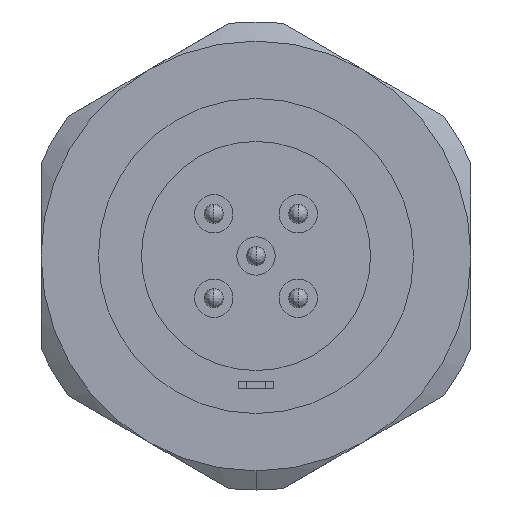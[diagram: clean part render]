
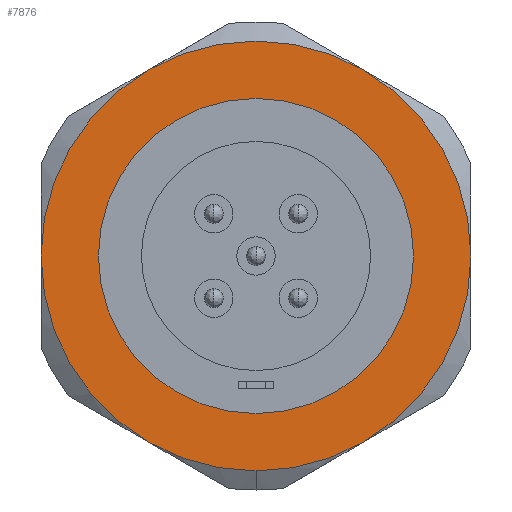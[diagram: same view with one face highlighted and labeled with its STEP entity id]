
A CAD part, left-side view. The second image highlights one B-rep face of the part: STEP entity #7876.
In plain terms, the highlighted planar face has unit normal (-1, 0, 0).
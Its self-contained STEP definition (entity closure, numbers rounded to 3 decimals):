
#172 = VERTEX_POINT ( 'NONE', #3055 ) ;
#218 = CIRCLE ( 'NONE', #893, 6.6 ) ;
#295 = VERTEX_POINT ( 'NONE', #5494 ) ;
#593 = VERTEX_POINT ( 'NONE', #8573 ) ;
#620 = VERTEX_POINT ( 'NONE', #5984 ) ;
#676 = AXIS2_PLACEMENT_3D ( 'NONE', #6159, #6156, #6149 ) ;
#854 = ORIENTED_EDGE ( 'NONE', *, *, #8123, .F. ) ;
#879 = AXIS2_PLACEMENT_3D ( 'NONE', #6615, #6612, #6608 ) ;
#882 = AXIS2_PLACEMENT_3D ( 'NONE', #6763, #6755, #6738 ) ;
#893 = AXIS2_PLACEMENT_3D ( 'NONE', #6961, #6948, #6940 ) ;
#939 = ORIENTED_EDGE ( 'NONE', *, *, #3542, .F. ) ;
#955 = AXIS2_PLACEMENT_3D ( 'NONE', #7965, #7950, #7946 ) ;
#1032 = AXIS2_PLACEMENT_3D ( 'NONE', #6342, #6338, #6331 ) ;
#1328 = VERTEX_POINT ( 'NONE', #7466 ) ;
#1581 = AXIS2_PLACEMENT_3D ( 'NONE', #3103, #3093, #3085 ) ;
#1648 = AXIS2_PLACEMENT_3D ( 'NONE', #8585, #8583, #8577 ) ;
#2163 = AXIS2_PLACEMENT_3D ( 'NONE', #3641, #3627, #3619 ) ;
#2166 = ORIENTED_EDGE ( 'NONE', *, *, #5295, .F. ) ;
#2445 = CIRCLE ( 'NONE', #1581, 9. ) ;
#2647 = AXIS2_PLACEMENT_3D ( 'NONE', #5547, #5535, #5526 ) ;
#2859 = VERTEX_POINT ( 'NONE', #4987 ) ;
#2986 = CARTESIAN_POINT ( 'NONE',  ( 0., -9., 0. ) ) ;
#3055 = CARTESIAN_POINT ( 'NONE',  ( 0., -4.5, 7.794 ) ) ;
#3085 = DIRECTION ( 'NONE',  ( 0., 0., -1. ) ) ;
#3093 = DIRECTION ( 'NONE',  ( 1., 0., 0. ) ) ;
#3103 = CARTESIAN_POINT ( 'NONE',  ( 0., 0., 0. ) ) ;
#3194 = VERTEX_POINT ( 'NONE', #4522 ) ;
#3385 = ORIENTED_EDGE ( 'NONE', *, *, #8252, .F. ) ;
#3408 = ORIENTED_EDGE ( 'NONE', *, *, #5254, .F. ) ;
#3542 = EDGE_CURVE ( 'NONE', #1328, #3194, #7183, .T. ) ;
#3619 = DIRECTION ( 'NONE',  ( 0., 0., -1. ) ) ;
#3627 = DIRECTION ( 'NONE',  ( 1., 0., 0. ) ) ;
#3641 = CARTESIAN_POINT ( 'NONE',  ( 0., 0., 0. ) ) ;
#3904 = VERTEX_POINT ( 'NONE', #2986 ) ;
#4407 = CIRCLE ( 'NONE', #1032, 6.6 ) ;
#4522 = CARTESIAN_POINT ( 'NONE',  ( 0., 0., -9. ) ) ;
#4724 = EDGE_CURVE ( 'NONE', #620, #593, #6360, .T. ) ;
#4987 = CARTESIAN_POINT ( 'NONE',  ( 0., 0., -6.6 ) ) ;
#5254 = EDGE_CURVE ( 'NONE', #295, #172, #9039, .T. ) ;
#5295 = EDGE_CURVE ( 'NONE', #3904, #1328, #9108, .T. ) ;
#5494 = CARTESIAN_POINT ( 'NONE',  ( 0., 4.5, 7.794 ) ) ;
#5526 = DIRECTION ( 'NONE',  ( 0., 0., -1. ) ) ;
#5535 = DIRECTION ( 'NONE',  ( 1., 0., 0. ) ) ;
#5547 = CARTESIAN_POINT ( 'NONE',  ( 0., 0., 0. ) ) ;
#5622 = EDGE_LOOP ( 'NONE', ( #2166, #6581, #3408, #3385, #8441, #854, #939 ) ) ;
#5860 = EDGE_LOOP ( 'NONE', ( #8014, #8389 ) ) ;
#5984 = CARTESIAN_POINT ( 'NONE',  ( 0., 4.5, -7.794 ) ) ;
#6141 = FACE_BOUND ( 'NONE', #5860, .T. ) ;
#6149 = DIRECTION ( 'NONE',  ( 0., 0., -1. ) ) ;
#6156 = DIRECTION ( 'NONE',  ( 1., 0., 0. ) ) ;
#6159 = CARTESIAN_POINT ( 'NONE',  ( 0., 0., 0. ) ) ;
#6249 = CARTESIAN_POINT ( 'NONE',  ( 0., 0., 6.6 ) ) ;
#6331 = DIRECTION ( 'NONE',  ( 0., 0., -1. ) ) ;
#6338 = DIRECTION ( 'NONE',  ( 1., 0., 0. ) ) ;
#6342 = CARTESIAN_POINT ( 'NONE',  ( 0., 0., 0. ) ) ;
#6360 = CIRCLE ( 'NONE', #1648, 9. ) ;
#6581 = ORIENTED_EDGE ( 'NONE', *, *, #7194, .F. ) ;
#6608 = DIRECTION ( 'NONE',  ( 0., 0., -1. ) ) ;
#6612 = DIRECTION ( 'NONE',  ( 1., 0., 0. ) ) ;
#6615 = CARTESIAN_POINT ( 'NONE',  ( 0., 0., 0. ) ) ;
#6738 = DIRECTION ( 'NONE',  ( 0., 0., -1. ) ) ;
#6749 = EDGE_CURVE ( 'NONE', #6783, #2859, #4407, .T. ) ;
#6755 = DIRECTION ( 'NONE',  ( 1., 0., 0. ) ) ;
#6763 = CARTESIAN_POINT ( 'NONE',  ( 0., 0., 0. ) ) ;
#6783 = VERTEX_POINT ( 'NONE', #6249 ) ;
#6940 = DIRECTION ( 'NONE',  ( 0., 0., -1. ) ) ;
#6948 = DIRECTION ( 'NONE',  ( 1., 0., 0. ) ) ;
#6961 = CARTESIAN_POINT ( 'NONE',  ( 0., 0., 0. ) ) ;
#7183 = CIRCLE ( 'NONE', #2163, 9. ) ;
#7194 = EDGE_CURVE ( 'NONE', #172, #3904, #2445, .T. ) ;
#7466 = CARTESIAN_POINT ( 'NONE',  ( 0., -4.5, -7.794 ) ) ;
#7876 = ADVANCED_FACE ( 'NONE', ( #8323, #6141 ), #7969, .T. ) ;
#7946 = DIRECTION ( 'NONE',  ( 0., 0., 1. ) ) ;
#7950 = DIRECTION ( 'NONE',  ( -1., 0., 0. ) ) ;
#7965 = CARTESIAN_POINT ( 'NONE',  ( 0., 0., 0. ) ) ;
#7969 = PLANE ( 'NONE',  #955 ) ;
#7987 = EDGE_CURVE ( 'NONE', #2859, #6783, #218, .T. ) ;
#8014 = ORIENTED_EDGE ( 'NONE', *, *, #7987, .T. ) ;
#8092 = CIRCLE ( 'NONE', #2647, 9. ) ;
#8123 = EDGE_CURVE ( 'NONE', #3194, #620, #8652, .T. ) ;
#8252 = EDGE_CURVE ( 'NONE', #593, #295, #8092, .T. ) ;
#8323 = FACE_OUTER_BOUND ( 'NONE', #5622, .T. ) ;
#8389 = ORIENTED_EDGE ( 'NONE', *, *, #6749, .T. ) ;
#8441 = ORIENTED_EDGE ( 'NONE', *, *, #4724, .F. ) ;
#8573 = CARTESIAN_POINT ( 'NONE',  ( 0., 9., 0. ) ) ;
#8577 = DIRECTION ( 'NONE',  ( 0., 0., -1. ) ) ;
#8583 = DIRECTION ( 'NONE',  ( 1., 0., 0. ) ) ;
#8585 = CARTESIAN_POINT ( 'NONE',  ( 0., 0., 0. ) ) ;
#8652 = CIRCLE ( 'NONE', #676, 9. ) ;
#9039 = CIRCLE ( 'NONE', #882, 9. ) ;
#9108 = CIRCLE ( 'NONE', #879, 9. ) ;
